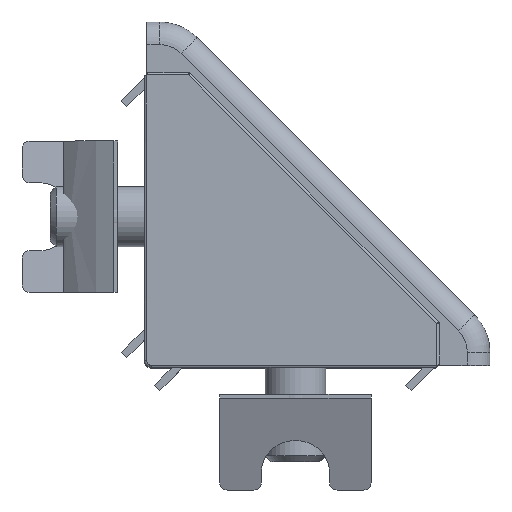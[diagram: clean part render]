
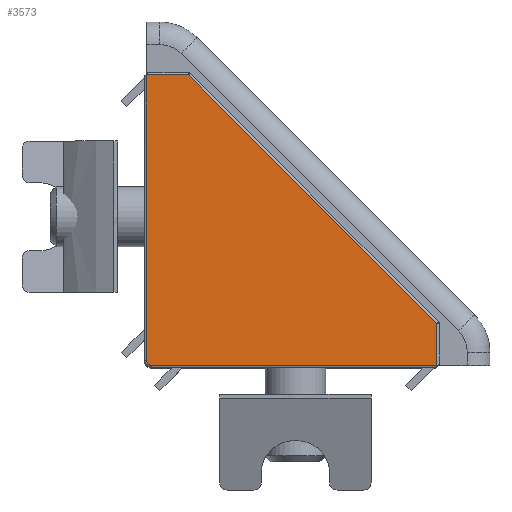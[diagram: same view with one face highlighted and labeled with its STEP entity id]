
A CAD part, top view. The second image highlights one B-rep face of the part: STEP entity #3573.
In plain terms, the highlighted planar face has unit normal (0, 0, 1).
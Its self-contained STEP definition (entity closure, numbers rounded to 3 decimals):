
#131=PLANE('',#3958);
#292=FACE_OUTER_BOUND('',#491,.T.);
#491=EDGE_LOOP('',(#2610,#2611,#2612,#2613,#2614,#2615));
#734=LINE('',#5446,#1142);
#736=LINE('',#5449,#1144);
#738=LINE('',#5456,#1146);
#748=LINE('',#5481,#1156);
#750=LINE('',#5487,#1158);
#1142=VECTOR('',#4377,10.);
#1144=VECTOR('',#4381,10.);
#1146=VECTOR('',#4387,10.);
#1156=VECTOR('',#4409,10.);
#1158=VECTOR('',#4415,10.);
#1516=CIRCLE('',#3959,0.7);
#1648=VERTEX_POINT('',#5422);
#1653=VERTEX_POINT('',#5435);
#1655=VERTEX_POINT('',#5444);
#1658=VERTEX_POINT('',#5455);
#1667=VERTEX_POINT('',#5480);
#1669=VERTEX_POINT('',#5486);
#2021=EDGE_CURVE('',#1655,#1653,#734,.T.);
#2023=EDGE_CURVE('',#1653,#1648,#736,.T.);
#2026=EDGE_CURVE('',#1648,#1658,#738,.T.);
#2039=EDGE_CURVE('',#1658,#1667,#748,.T.);
#2042=EDGE_CURVE('',#1669,#1655,#750,.T.);
#2043=EDGE_CURVE('',#1667,#1669,#1516,.T.);
#2610=ORIENTED_EDGE('',*,*,#2026,.F.);
#2611=ORIENTED_EDGE('',*,*,#2023,.F.);
#2612=ORIENTED_EDGE('',*,*,#2021,.F.);
#2613=ORIENTED_EDGE('',*,*,#2042,.F.);
#2614=ORIENTED_EDGE('',*,*,#2043,.F.);
#2615=ORIENTED_EDGE('',*,*,#2039,.F.);
#3573=ADVANCED_FACE('',(#292),#131,.T.);
#3958=AXIS2_PLACEMENT_3D('',#5485,#4413,#4414);
#3959=AXIS2_PLACEMENT_3D('',#5488,#4416,#4417);
#4377=DIRECTION('',(1.,0.,0.));
#4381=DIRECTION('',(0.707,-0.707,0.));
#4387=DIRECTION('',(0.,-1.,0.));
#4409=DIRECTION('',(-1.,0.,0.));
#4413=DIRECTION('center_axis',(0.,0.,1.));
#4414=DIRECTION('ref_axis',(1.,0.,0.));
#4415=DIRECTION('',(0.,1.,0.));
#4416=DIRECTION('center_axis',(0.,0.,-1.));
#4417=DIRECTION('ref_axis',(-0.707,-0.707,0.));
#5422=CARTESIAN_POINT('',(38.7,5.876,20.));
#5435=CARTESIAN_POINT('',(5.876,38.7,20.));
#5444=CARTESIAN_POINT('',(0.3,38.7,20.));
#5446=CARTESIAN_POINT('',(7.546,38.7,20.));
#5449=CARTESIAN_POINT('',(14.038,30.538,20.));
#5455=CARTESIAN_POINT('',(38.7,0.3,20.));
#5456=CARTESIAN_POINT('',(38.7,10.546,20.));
#5480=CARTESIAN_POINT('',(1.,0.3,20.));
#5481=CARTESIAN_POINT('',(27.046,0.3,20.));
#5485=CARTESIAN_POINT('Origin',(15.092,15.092,20.));
#5486=CARTESIAN_POINT('',(0.3,1.,20.));
#5487=CARTESIAN_POINT('',(0.3,7.546,20.));
#5488=CARTESIAN_POINT('Origin',(1.,1.,20.));
